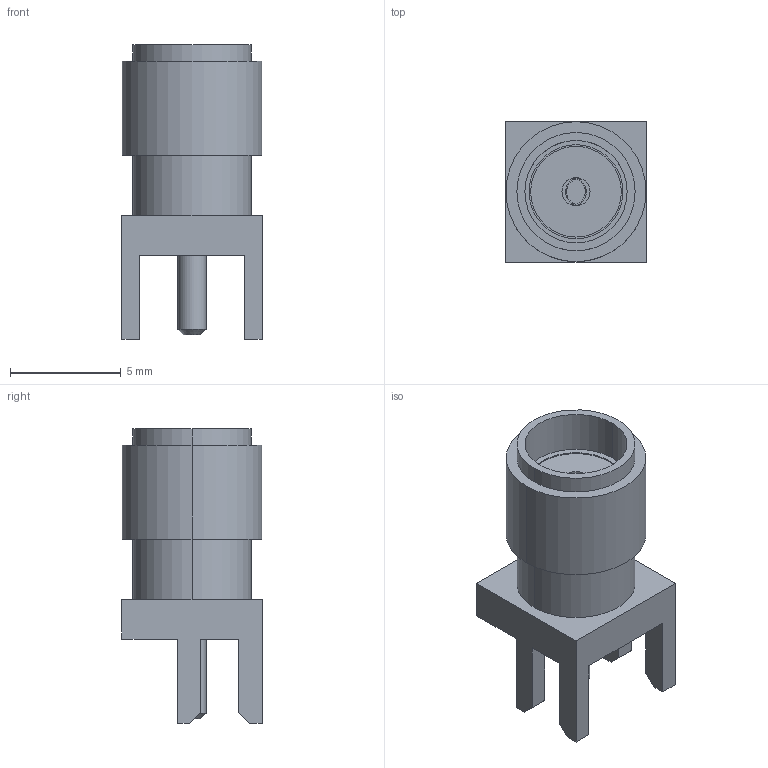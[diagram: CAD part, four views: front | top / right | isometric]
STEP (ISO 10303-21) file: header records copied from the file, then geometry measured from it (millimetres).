
FILE_DESCRIPTION (( 'STEP AP214' ), '1' );
FILE_NAME ('SMA-J-P-H-ST-EM1.STEP', '2023-04-17T23:03:25', ( '' ), ( '' ), 'SwSTEP 2.0', 'SolidWorks 2021', '' );
FILE_SCHEMA (( 'AUTOMOTIVE_DESIGN' ));
Length unit declared in the file: millimetre
Products named in the file (1): SMA-J-P-H-ST-EM1
Bounding box: 6.35 x 6.35 x 13.33 mm (x, y, z)
Volume: 263.2 mm3; surface area: 652.7 mm2
Topology: 3 solids, 3 shells, 61 faces, 142 edges, 94 vertices
Faces by surface type: plane 35, cylinder 24, cone 2
Entity records: 1810 total; most frequent: DIRECTION 316, CARTESIAN_POINT 298, ORIENTED_EDGE 284, EDGE_CURVE 142, AXIS2_PLACEMENT_3D 112, VERTEX_POINT 94, LINE 92, VECTOR 92
